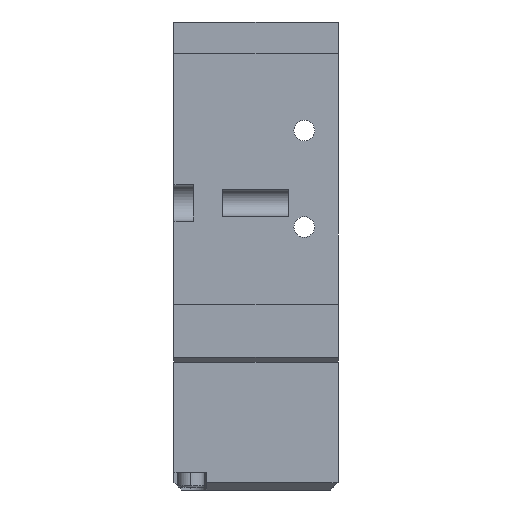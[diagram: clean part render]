
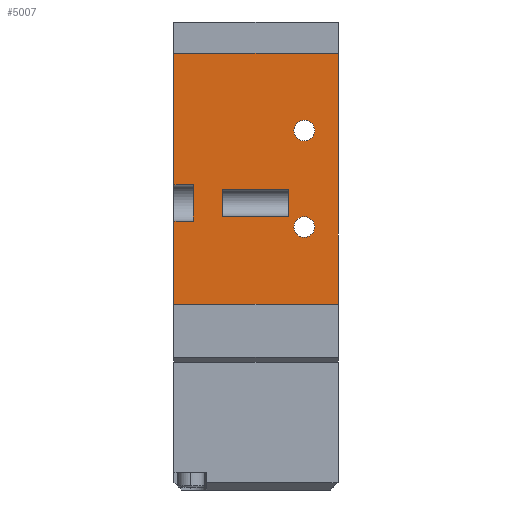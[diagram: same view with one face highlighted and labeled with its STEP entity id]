
A CAD part, left-side view. The second image highlights one B-rep face of the part: STEP entity #5007.
In plain terms, the highlighted planar face has unit normal (-1, 0, 0).
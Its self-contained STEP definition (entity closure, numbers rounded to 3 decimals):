
#717 = CARTESIAN_POINT ( 'NONE',  ( -13.25, -12.15, -10. ) ) ;
#718 = CARTESIAN_POINT ( 'NONE',  ( -13.25, -7.85, -10. ) ) ;
#721 = CARTESIAN_POINT ( 'NONE',  ( -13.25, -12.15, 10. ) ) ;
#722 = CARTESIAN_POINT ( 'NONE',  ( -13.25, -7.85, 10. ) ) ;
#763 = CARTESIAN_POINT ( 'NONE',  ( -13.25, 13., -1.25 ) ) ;
#764 = CARTESIAN_POINT ( 'NONE',  ( -13.25, 17., -1.25 ) ) ;
#765 = CARTESIAN_POINT ( 'NONE',  ( -13.25, 13., -8.75 ) ) ;
#766 = CARTESIAN_POINT ( 'NONE',  ( -13.25, 17., -8.75 ) ) ;
#767 = CARTESIAN_POINT ( 'NONE',  ( -13.25, 17., -26. ) ) ;
#768 = CARTESIAN_POINT ( 'NONE',  ( -13.25, -17., -26. ) ) ;
#769 = CARTESIAN_POINT ( 'NONE',  ( -13.25, -17., 26. ) ) ;
#770 = CARTESIAN_POINT ( 'NONE',  ( -13.25, 17., 26. ) ) ;
#771 = CARTESIAN_POINT ( 'NONE',  ( -13.25, -6.8, -2.25 ) ) ;
#772 = CARTESIAN_POINT ( 'NONE',  ( -13.25, 7., -2.25 ) ) ;
#773 = CARTESIAN_POINT ( 'NONE',  ( -13.25, -6.8, -7.75 ) ) ;
#774 = CARTESIAN_POINT ( 'NONE',  ( -13.25, 7., -7.75 ) ) ;
#1182 = EDGE_LOOP ( 'NONE', ( #2697, #2698 ) ) ;
#1275 = EDGE_LOOP ( 'NONE', ( #2701, #2702, #2703, #2705, #2704, #2654, #2655, #2663 ) ) ;
#1284 = EDGE_LOOP ( 'NONE', ( #2665, #2656, #2657, #2658 ) ) ;
#1345 = EDGE_LOOP ( 'NONE', ( #2699, #2700 ) ) ;
#2654 = ORIENTED_EDGE ( 'NONE', *, *, #13242, .T. ) ;
#2655 = ORIENTED_EDGE ( 'NONE', *, *, #13243, .F. ) ;
#2656 = ORIENTED_EDGE ( 'NONE', *, *, #13246, .F. ) ;
#2657 = ORIENTED_EDGE ( 'NONE', *, *, #13247, .T. ) ;
#2658 = ORIENTED_EDGE ( 'NONE', *, *, #13248, .T. ) ;
#2663 = ORIENTED_EDGE ( 'NONE', *, *, #13244, .F. ) ;
#2665 = ORIENTED_EDGE ( 'NONE', *, *, #13245, .F. ) ;
#2697 = ORIENTED_EDGE ( 'NONE', *, *, #13235, .T. ) ;
#2698 = ORIENTED_EDGE ( 'NONE', *, *, #13178, .T. ) ;
#2699 = ORIENTED_EDGE ( 'NONE', *, *, #13236, .T. ) ;
#2700 = ORIENTED_EDGE ( 'NONE', *, *, #13182, .T. ) ;
#2701 = ORIENTED_EDGE ( 'NONE', *, *, #13237, .F. ) ;
#2702 = ORIENTED_EDGE ( 'NONE', *, *, #13238, .F. ) ;
#2703 = ORIENTED_EDGE ( 'NONE', *, *, #13239, .T. ) ;
#2704 = ORIENTED_EDGE ( 'NONE', *, *, #13241, .T. ) ;
#2705 = ORIENTED_EDGE ( 'NONE', *, *, #13240, .F. ) ;
#3749 = AXIS2_PLACEMENT_3D ( 'NONE', #7199, #7200, #7201 ) ;
#4006 = AXIS2_PLACEMENT_3D ( 'NONE', #12607, #12608, #12609 ) ;
#4008 = AXIS2_PLACEMENT_3D ( 'NONE', #12617, #12618, #12619 ) ;
#4029 = AXIS2_PLACEMENT_3D ( 'NONE', #12744, #12745, #12746 ) ;
#4030 = AXIS2_PLACEMENT_3D ( 'NONE', #12747, #12748, #12749 ) ;
#4467 = FACE_BOUND ( 'NONE', #1182, .T. ) ;
#4468 = FACE_BOUND ( 'NONE', #1345, .T. ) ;
#4469 = FACE_OUTER_BOUND ( 'NONE', #1275, .T. ) ;
#4470 = FACE_BOUND ( 'NONE', #1284, .T. ) ;
#5007 = ADVANCED_FACE ( 'NONE', ( #4467, #4468, #4469, #4470 ), #7198, .T. ) ;
#6421 = CIRCLE ( 'NONE', #4006, 2.15 ) ;
#6427 = CIRCLE ( 'NONE', #4008, 2.15 ) ;
#6511 = CIRCLE ( 'NONE', #4029, 2.15 ) ;
#6512 = LINE ( 'NONE', #12750, #6514 ) ;
#6513 = CIRCLE ( 'NONE', #4030, 2.15 ) ;
#6514 = VECTOR ( 'NONE', #12751, 1000. ) ;
#6515 = LINE ( 'NONE', #12752, #6516 ) ;
#6516 = VECTOR ( 'NONE', #12753, 1000. ) ;
#6517 = LINE ( 'NONE', #12754, #6518 ) ;
#6518 = VECTOR ( 'NONE', #12755, 1000. ) ;
#6519 = LINE ( 'NONE', #12756, #6520 ) ;
#6520 = VECTOR ( 'NONE', #12757, 1000. ) ;
#6521 = LINE ( 'NONE', #12758, #6522 ) ;
#6522 = VECTOR ( 'NONE', #12759, 1000. ) ;
#6523 = LINE ( 'NONE', #12760, #6524 ) ;
#6524 = VECTOR ( 'NONE', #12761, 1000. ) ;
#6525 = LINE ( 'NONE', #12762, #6526 ) ;
#6526 = VECTOR ( 'NONE', #12763, 1000. ) ;
#6527 = LINE ( 'NONE', #12764, #6528 ) ;
#6528 = VECTOR ( 'NONE', #12765, 1000. ) ;
#6529 = LINE ( 'NONE', #12766, #6530 ) ;
#6530 = VECTOR ( 'NONE', #12767, 1000. ) ;
#6531 = LINE ( 'NONE', #12768, #6532 ) ;
#6532 = VECTOR ( 'NONE', #12769, 1000. ) ;
#6533 = LINE ( 'NONE', #12770, #6534 ) ;
#6534 = VECTOR ( 'NONE', #12771, 1000. ) ;
#6535 = LINE ( 'NONE', #12772, #6536 ) ;
#6536 = VECTOR ( 'NONE', #12773, 1000. ) ;
#7198 = PLANE ( 'NONE',  #3749 ) ;
#7199 = CARTESIAN_POINT ( 'NONE',  ( -13.25, -33.671, -26. ) ) ;
#7200 = DIRECTION ( 'NONE',  ( -1., 0., 0. ) ) ;
#7201 = DIRECTION ( 'NONE',  ( 0., -1., 0. ) ) ;
#11824 = VERTEX_POINT ( 'NONE', #717 ) ;
#11825 = VERTEX_POINT ( 'NONE', #718 ) ;
#11828 = VERTEX_POINT ( 'NONE', #721 ) ;
#11829 = VERTEX_POINT ( 'NONE', #722 ) ;
#11870 = VERTEX_POINT ( 'NONE', #763 ) ;
#11871 = VERTEX_POINT ( 'NONE', #764 ) ;
#11872 = VERTEX_POINT ( 'NONE', #765 ) ;
#11873 = VERTEX_POINT ( 'NONE', #766 ) ;
#11874 = VERTEX_POINT ( 'NONE', #767 ) ;
#11875 = VERTEX_POINT ( 'NONE', #768 ) ;
#11876 = VERTEX_POINT ( 'NONE', #769 ) ;
#11877 = VERTEX_POINT ( 'NONE', #770 ) ;
#11878 = VERTEX_POINT ( 'NONE', #771 ) ;
#11879 = VERTEX_POINT ( 'NONE', #772 ) ;
#11880 = VERTEX_POINT ( 'NONE', #773 ) ;
#11881 = VERTEX_POINT ( 'NONE', #774 ) ;
#12607 = CARTESIAN_POINT ( 'NONE',  ( -13.25, -10., -10. ) ) ;
#12608 = DIRECTION ( 'NONE',  ( 1., 0., 0. ) ) ;
#12609 = DIRECTION ( 'NONE',  ( 0., 1., 0. ) ) ;
#12617 = CARTESIAN_POINT ( 'NONE',  ( -13.25, -10., 10. ) ) ;
#12618 = DIRECTION ( 'NONE',  ( 1., 0., 0. ) ) ;
#12619 = DIRECTION ( 'NONE',  ( 0., 1., 0. ) ) ;
#12744 = CARTESIAN_POINT ( 'NONE',  ( -13.25, -10., -10. ) ) ;
#12745 = DIRECTION ( 'NONE',  ( 1., 0., 0. ) ) ;
#12746 = DIRECTION ( 'NONE',  ( 0., 1., 0. ) ) ;
#12747 = CARTESIAN_POINT ( 'NONE',  ( -13.25, -10., 10. ) ) ;
#12748 = DIRECTION ( 'NONE',  ( 1., 0., 0. ) ) ;
#12749 = DIRECTION ( 'NONE',  ( 0., 1., 0. ) ) ;
#12750 = CARTESIAN_POINT ( 'NONE',  ( -13.25, 13., -1.25 ) ) ;
#12751 = DIRECTION ( 'NONE',  ( 0., 1., 0. ) ) ;
#12752 = CARTESIAN_POINT ( 'NONE',  ( -13.25, 13., -8.75 ) ) ;
#12753 = DIRECTION ( 'NONE',  ( 0., 0., 1. ) ) ;
#12754 = CARTESIAN_POINT ( 'NONE',  ( -13.25, 13., -8.75 ) ) ;
#12755 = DIRECTION ( 'NONE',  ( 0., 1., 0. ) ) ;
#12756 = CARTESIAN_POINT ( 'NONE',  ( -13.25, 17., -26. ) ) ;
#12757 = DIRECTION ( 'NONE',  ( 0., 0., 1. ) ) ;
#12758 = CARTESIAN_POINT ( 'NONE',  ( -13.25, -33.671, -26. ) ) ;
#12759 = DIRECTION ( 'NONE',  ( 0., -1., 0. ) ) ;
#12760 = CARTESIAN_POINT ( 'NONE',  ( -13.25, -17., -26. ) ) ;
#12761 = DIRECTION ( 'NONE',  ( 0., 0., 1. ) ) ;
#12762 = CARTESIAN_POINT ( 'NONE',  ( -13.25, -33.671, 26. ) ) ;
#12763 = DIRECTION ( 'NONE',  ( 0., -1., 0. ) ) ;
#12764 = CARTESIAN_POINT ( 'NONE',  ( -13.25, 17., -26. ) ) ;
#12765 = DIRECTION ( 'NONE',  ( 0., 0., 1. ) ) ;
#12766 = CARTESIAN_POINT ( 'NONE',  ( -13.25, -6.8, -2.25 ) ) ;
#12767 = DIRECTION ( 'NONE',  ( 0., 1., 0. ) ) ;
#12768 = CARTESIAN_POINT ( 'NONE',  ( -13.25, -6.8, -7.75 ) ) ;
#12769 = DIRECTION ( 'NONE',  ( 0., 0., 1. ) ) ;
#12770 = CARTESIAN_POINT ( 'NONE',  ( -13.25, -6.8, -7.75 ) ) ;
#12771 = DIRECTION ( 'NONE',  ( 0., 1., 0. ) ) ;
#12772 = CARTESIAN_POINT ( 'NONE',  ( -13.25, 7., -7.75 ) ) ;
#12773 = DIRECTION ( 'NONE',  ( 0., 0., 1. ) ) ;
#13178 = EDGE_CURVE ( 'NONE', #11824, #11825, #6421, .T. ) ;
#13182 = EDGE_CURVE ( 'NONE', #11828, #11829, #6427, .T. ) ;
#13235 = EDGE_CURVE ( 'NONE', #11825, #11824, #6511, .T. ) ;
#13236 = EDGE_CURVE ( 'NONE', #11829, #11828, #6513, .T. ) ;
#13237 = EDGE_CURVE ( 'NONE', #11870, #11871, #6512, .T. ) ;
#13238 = EDGE_CURVE ( 'NONE', #11872, #11870, #6515, .T. ) ;
#13239 = EDGE_CURVE ( 'NONE', #11872, #11873, #6517, .T. ) ;
#13240 = EDGE_CURVE ( 'NONE', #11874, #11873, #6519, .T. ) ;
#13241 = EDGE_CURVE ( 'NONE', #11874, #11875, #6521, .T. ) ;
#13242 = EDGE_CURVE ( 'NONE', #11875, #11876, #6523, .T. ) ;
#13243 = EDGE_CURVE ( 'NONE', #11877, #11876, #6525, .T. ) ;
#13244 = EDGE_CURVE ( 'NONE', #11871, #11877, #6527, .T. ) ;
#13245 = EDGE_CURVE ( 'NONE', #11878, #11879, #6529, .T. ) ;
#13246 = EDGE_CURVE ( 'NONE', #11880, #11878, #6531, .T. ) ;
#13247 = EDGE_CURVE ( 'NONE', #11880, #11881, #6533, .T. ) ;
#13248 = EDGE_CURVE ( 'NONE', #11881, #11879, #6535, .T. ) ;
